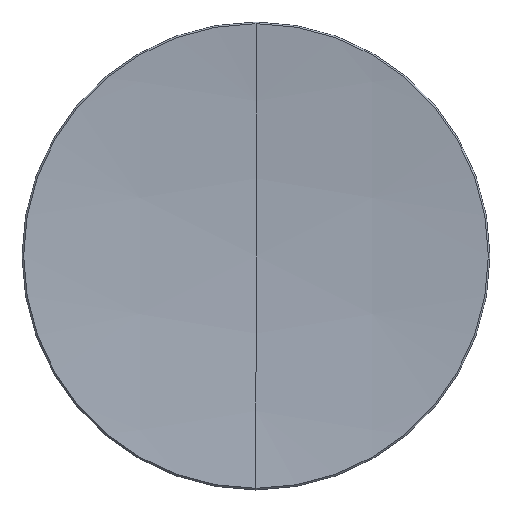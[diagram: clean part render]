
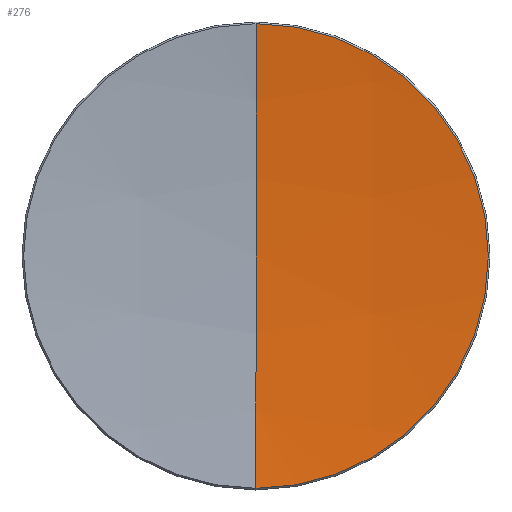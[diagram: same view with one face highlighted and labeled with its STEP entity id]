
A CAD part, top view. The second image highlights one B-rep face of the part: STEP entity #276.
In plain terms, the highlighted spherical face has radius 224.67 mm.
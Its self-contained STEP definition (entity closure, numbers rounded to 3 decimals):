
#3 = ORIENTED_EDGE ( 'NONE', *, *, #25, .T. ) ;
#22 = AXIS2_PLACEMENT_3D ( 'NONE', #100, #116, #59 ) ;
#24 = AXIS2_PLACEMENT_3D ( 'NONE', #56, #149, #40 ) ;
#25 = EDGE_CURVE ( 'NONE', #70, #27, #192, .T. ) ;
#27 = VERTEX_POINT ( 'NONE', #74 ) ;
#29 = VERTEX_POINT ( 'NONE', #209 ) ;
#37 = EDGE_CURVE ( 'NONE', #29, #27, #135, .T. ) ;
#40 = DIRECTION ( 'NONE',  ( 1., 0., 0. ) ) ;
#41 = CARTESIAN_POINT ( 'NONE',  ( 0., 0., 239.13 ) ) ;
#54 = CARTESIAN_POINT ( 'NONE',  ( 0., -25.22, 15.88 ) ) ;
#55 = CARTESIAN_POINT ( 'NONE',  ( 0., 0., 239.13 ) ) ;
#56 = CARTESIAN_POINT ( 'NONE',  ( 0., 0., 15.88 ) ) ;
#59 = DIRECTION ( 'NONE',  ( 1., 0., 0. ) ) ;
#62 = FACE_OUTER_BOUND ( 'NONE', #108, .T. ) ;
#69 = VERTEX_POINT ( 'NONE', #54 ) ;
#70 = VERTEX_POINT ( 'NONE', #229 ) ;
#72 = AXIS2_PLACEMENT_3D ( 'NONE', #55, #232, #186 ) ;
#74 = CARTESIAN_POINT ( 'NONE',  ( 0., 25.22, 15.88 ) ) ;
#100 = CARTESIAN_POINT ( 'NONE',  ( 0., 0., 15.88 ) ) ;
#108 = EDGE_LOOP ( 'NONE', ( #205, #200, #109, #3 ) ) ;
#109 = ORIENTED_EDGE ( 'NONE', *, *, #164, .T. ) ;
#116 = DIRECTION ( 'NONE',  ( 0., 0., 1. ) ) ;
#118 = CARTESIAN_POINT ( 'NONE',  ( 0., 0., 239.13 ) ) ;
#126 = DIRECTION ( 'NONE',  ( -1., 0., 0. ) ) ;
#135 = CIRCLE ( 'NONE', #213, 224.67 ) ;
#149 = DIRECTION ( 'NONE',  ( 0., 0., 1. ) ) ;
#160 = DIRECTION ( 'NONE',  ( 1., 0., 0. ) ) ;
#163 = SPHERICAL_SURFACE ( 'NONE', #72, 224.67 ) ;
#164 = EDGE_CURVE ( 'NONE', #69, #70, #268, .T. ) ;
#181 = AXIS2_PLACEMENT_3D ( 'NONE', #41, #126, #216 ) ;
#186 = DIRECTION ( 'NONE',  ( 0., 1., 0. ) ) ;
#192 = CIRCLE ( 'NONE', #22, 25.22 ) ;
#200 = ORIENTED_EDGE ( 'NONE', *, *, #218, .T. ) ;
#205 = ORIENTED_EDGE ( 'NONE', *, *, #37, .F. ) ;
#206 = CIRCLE ( 'NONE', #181, 224.67 ) ;
#208 = DIRECTION ( 'NONE',  ( 0., 0., -1. ) ) ;
#209 = CARTESIAN_POINT ( 'NONE',  ( 0., 0., 14.46 ) ) ;
#213 = AXIS2_PLACEMENT_3D ( 'NONE', #118, #160, #208 ) ;
#216 = DIRECTION ( 'NONE',  ( 0., -1., 0. ) ) ;
#218 = EDGE_CURVE ( 'NONE', #29, #69, #206, .T. ) ;
#229 = CARTESIAN_POINT ( 'NONE',  ( 25.22, 0., 15.88 ) ) ;
#232 = DIRECTION ( 'NONE',  ( -1., 0., 0. ) ) ;
#268 = CIRCLE ( 'NONE', #24, 25.22 ) ;
#276 = ADVANCED_FACE ( 'NONE', ( #62 ), #163, .F. ) ;
